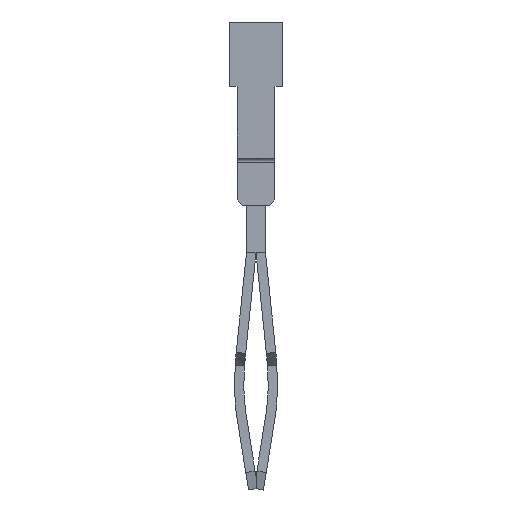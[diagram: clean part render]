
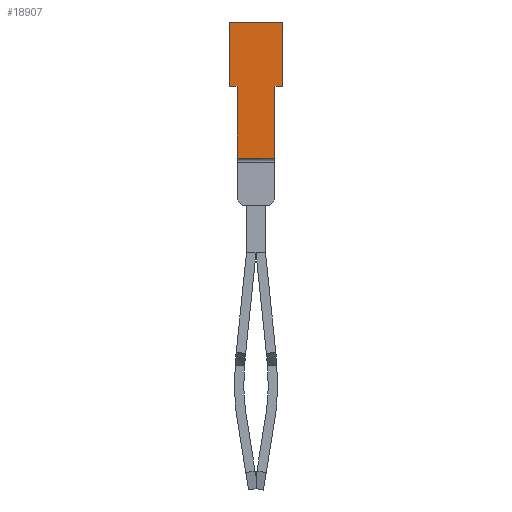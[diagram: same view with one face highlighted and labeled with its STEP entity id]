
A CAD part, left-side view. The second image highlights one B-rep face of the part: STEP entity #18907.
In plain terms, the highlighted planar face has unit normal (-1, 0, 0).
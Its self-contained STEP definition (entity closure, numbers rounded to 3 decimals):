
#18862=AXIS2_PLACEMENT_3D('Plane Axis2P3D',#18859,#18860,#18861) ;
#17623=CARTESIAN_POINT('Vertex',(0.,2.4,17.522)) ;
#17626=CARTESIAN_POINT('Line Origine',(0.,2.4,19.422)) ;
#17630=CARTESIAN_POINT('Vertex',(0.,2.4,21.322)) ;
#18094=CARTESIAN_POINT('Vertex',(0.,0.4,17.522)) ;
#18435=CARTESIAN_POINT('Vertex',(0.,0.4,21.322)) ;
#18438=CARTESIAN_POINT('Line Origine',(0.,0.4,19.422)) ;
#18847=CARTESIAN_POINT('Line Origine',(0.,1.4,17.522)) ;
#18859=CARTESIAN_POINT('Axis2P3D Location',(0.,1.4,5.622)) ;
#18864=CARTESIAN_POINT('Line Origine',(0.,0.2,21.322)) ;
#18868=CARTESIAN_POINT('Vertex',(0.,0.,21.322)) ;
#18871=CARTESIAN_POINT('Line Origine',(0.,0.,23.022)) ;
#18875=CARTESIAN_POINT('Vertex',(0.,0.,24.722)) ;
#18878=CARTESIAN_POINT('Line Origine',(0.,1.4,24.722)) ;
#18882=CARTESIAN_POINT('Vertex',(0.,2.8,24.722)) ;
#18885=CARTESIAN_POINT('Line Origine',(0.,2.8,23.022)) ;
#18889=CARTESIAN_POINT('Vertex',(0.,2.8,21.322)) ;
#18892=CARTESIAN_POINT('Line Origine',(0.,2.6,21.322)) ;
#17627=DIRECTION('Vector Direction',(0.,0.,1.)) ;
#18439=DIRECTION('Vector Direction',(0.,0.,-1.)) ;
#18848=DIRECTION('Vector Direction',(0.,-1.,0.)) ;
#18860=DIRECTION('Axis2P3D Direction',(-1.,0.,0.)) ;
#18861=DIRECTION('Axis2P3D XDirection',(0.,-1.,0.)) ;
#18865=DIRECTION('Vector Direction',(0.,1.,0.)) ;
#18872=DIRECTION('Vector Direction',(0.,0.,-1.)) ;
#18879=DIRECTION('Vector Direction',(0.,-1.,0.)) ;
#18886=DIRECTION('Vector Direction',(0.,0.,1.)) ;
#18893=DIRECTION('Vector Direction',(0.,1.,0.)) ;
#17628=VECTOR('Line Direction',#17627,1.) ;
#18440=VECTOR('Line Direction',#18439,1.) ;
#18849=VECTOR('Line Direction',#18848,1.) ;
#18866=VECTOR('Line Direction',#18865,1.) ;
#18873=VECTOR('Line Direction',#18872,1.) ;
#18880=VECTOR('Line Direction',#18879,1.) ;
#18887=VECTOR('Line Direction',#18886,1.) ;
#18894=VECTOR('Line Direction',#18893,1.) ;
#18898=ORIENTED_EDGE('',*,*,#18851,.T.) ;
#18899=ORIENTED_EDGE('',*,*,#18442,.T.) ;
#18900=ORIENTED_EDGE('',*,*,#18870,.F.) ;
#18901=ORIENTED_EDGE('',*,*,#18877,.F.) ;
#18902=ORIENTED_EDGE('',*,*,#18884,.F.) ;
#18903=ORIENTED_EDGE('',*,*,#18891,.F.) ;
#18904=ORIENTED_EDGE('',*,*,#18896,.F.) ;
#18905=ORIENTED_EDGE('',*,*,#17632,.T.) ;
#18907=ADVANCED_FACE('58451_ZQV_2-5N_KU',(#18906),#18863,.T.) ;
#17632=EDGE_CURVE('',#17631,#17624,#17629,.F.) ;
#18442=EDGE_CURVE('',#18095,#18436,#18441,.F.) ;
#18851=EDGE_CURVE('',#17624,#18095,#18850,.T.) ;
#18870=EDGE_CURVE('',#18869,#18436,#18867,.T.) ;
#18877=EDGE_CURVE('',#18876,#18869,#18874,.T.) ;
#18884=EDGE_CURVE('',#18883,#18876,#18881,.T.) ;
#18891=EDGE_CURVE('',#18890,#18883,#18888,.T.) ;
#18896=EDGE_CURVE('',#17631,#18890,#18895,.T.) ;
#18897=EDGE_LOOP('',(#18898,#18899,#18900,#18901,#18902,#18903,#18904,#18905)) ;
#18906=FACE_OUTER_BOUND('',#18897,.T.) ;
#17629=LINE('Line',#17626,#17628) ;
#18441=LINE('Line',#18438,#18440) ;
#18850=LINE('Line',#18847,#18849) ;
#18867=LINE('Line',#18864,#18866) ;
#18874=LINE('Line',#18871,#18873) ;
#18881=LINE('Line',#18878,#18880) ;
#18888=LINE('Line',#18885,#18887) ;
#18895=LINE('Line',#18892,#18894) ;
#18863=PLANE('',#18862) ;
#17624=VERTEX_POINT('',#17623) ;
#17631=VERTEX_POINT('',#17630) ;
#18095=VERTEX_POINT('',#18094) ;
#18436=VERTEX_POINT('',#18435) ;
#18869=VERTEX_POINT('',#18868) ;
#18876=VERTEX_POINT('',#18875) ;
#18883=VERTEX_POINT('',#18882) ;
#18890=VERTEX_POINT('',#18889) ;
